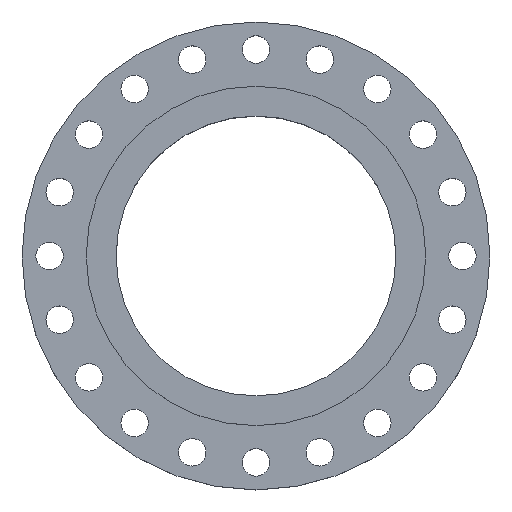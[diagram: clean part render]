
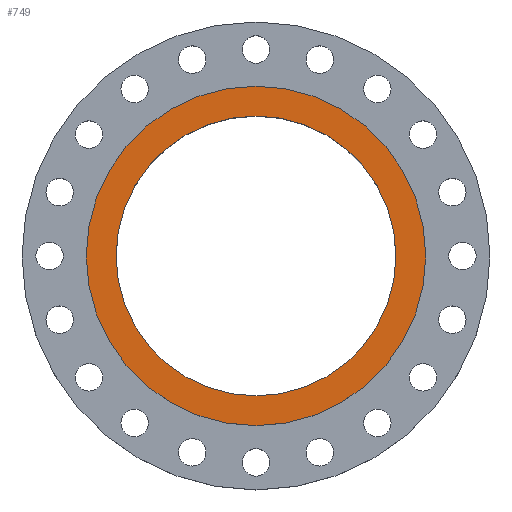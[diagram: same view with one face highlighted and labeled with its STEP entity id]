
A CAD part, top view. The second image highlights one B-rep face of the part: STEP entity #749.
In plain terms, the highlighted planar face has unit normal (0, 0, 1).
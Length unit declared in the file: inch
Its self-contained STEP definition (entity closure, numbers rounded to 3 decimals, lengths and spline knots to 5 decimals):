
#22 = CARTESIAN_POINT ( 'NONE',  ( 0., 7.625, 0. ) ) ;
#37 = DIRECTION ( 'NONE',  ( 0., 0., 1. ) ) ;
#52 = DIRECTION ( 'NONE',  ( 1., 0., 0. ) ) ;
#62 = CARTESIAN_POINT ( 'NONE',  ( 0., 0., 0. ) ) ;
#130 = DIRECTION ( 'NONE',  ( 0., 0., 1. ) ) ;
#289 = EDGE_CURVE ( 'NONE', #1165, #1940, #455, .T. ) ;
#298 = CARTESIAN_POINT ( 'NONE',  ( -9.25, 0., 0. ) ) ;
#309 = CARTESIAN_POINT ( 'NONE',  ( 9.25, 0., 0. ) ) ;
#455 = CIRCLE ( 'NONE', #874, 9.25 ) ;
#580 = EDGE_CURVE ( 'NONE', #1177, #1662, #1690, .T. ) ;
#649 = DIRECTION ( 'NONE',  ( 0., 0., -1. ) ) ;
#657 = CARTESIAN_POINT ( 'NONE',  ( 7.625, 0., 0. ) ) ;
#662 = FACE_OUTER_BOUND ( 'NONE', #1191, .T. ) ;
#749 = ADVANCED_FACE ( 'NONE', ( #1884, #662 ), #776, .F. ) ;
#776 = PLANE ( 'NONE',  #1678 ) ;
#833 = ORIENTED_EDGE ( 'NONE', *, *, #289, .T. ) ;
#839 = ORIENTED_EDGE ( 'NONE', *, *, #1365, .T. ) ;
#854 = CIRCLE ( 'NONE', #1144, 9.25 ) ;
#874 = AXIS2_PLACEMENT_3D ( 'NONE', #904, #37, #1233 ) ;
#904 = CARTESIAN_POINT ( 'NONE',  ( 0., 0., 0. ) ) ;
#910 = CARTESIAN_POINT ( 'NONE',  ( 0., 0., 0. ) ) ;
#1044 = CIRCLE ( 'NONE', #1518, 7.625 ) ;
#1144 = AXIS2_PLACEMENT_3D ( 'NONE', #62, #1916, #1802 ) ;
#1153 = DIRECTION ( 'NONE',  ( 0., 0., 1. ) ) ;
#1165 = VERTEX_POINT ( 'NONE', #298 ) ;
#1177 = VERTEX_POINT ( 'NONE', #657 ) ;
#1191 = EDGE_LOOP ( 'NONE', ( #839, #833 ) ) ;
#1233 = DIRECTION ( 'NONE',  ( 1., 0., 0. ) ) ;
#1234 = CARTESIAN_POINT ( 'NONE',  ( -7.625, 0., 0. ) ) ;
#1262 = DIRECTION ( 'NONE',  ( -1., 0., 0. ) ) ;
#1365 = EDGE_CURVE ( 'NONE', #1940, #1165, #854, .T. ) ;
#1387 = DIRECTION ( 'NONE',  ( 1., 0., 0. ) ) ;
#1481 = EDGE_LOOP ( 'NONE', ( #1879, #1760 ) ) ;
#1518 = AXIS2_PLACEMENT_3D ( 'NONE', #1929, #1153, #52 ) ;
#1662 = VERTEX_POINT ( 'NONE', #1234 ) ;
#1678 = AXIS2_PLACEMENT_3D ( 'NONE', #22, #649, #1262 ) ;
#1690 = CIRCLE ( 'NONE', #1789, 7.625 ) ;
#1760 = ORIENTED_EDGE ( 'NONE', *, *, #1803, .F. ) ;
#1789 = AXIS2_PLACEMENT_3D ( 'NONE', #910, #130, #1387 ) ;
#1802 = DIRECTION ( 'NONE',  ( 1., 0., 0. ) ) ;
#1803 = EDGE_CURVE ( 'NONE', #1662, #1177, #1044, .T. ) ;
#1879 = ORIENTED_EDGE ( 'NONE', *, *, #580, .F. ) ;
#1884 = FACE_BOUND ( 'NONE', #1481, .T. ) ;
#1916 = DIRECTION ( 'NONE',  ( 0., 0., 1. ) ) ;
#1929 = CARTESIAN_POINT ( 'NONE',  ( 0., 0., 0. ) ) ;
#1940 = VERTEX_POINT ( 'NONE', #309 ) ;
